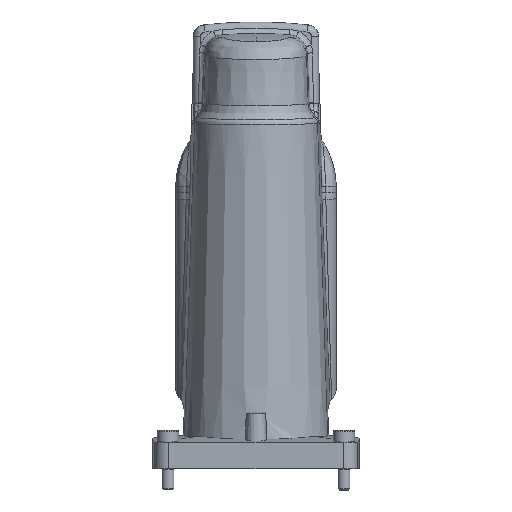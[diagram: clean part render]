
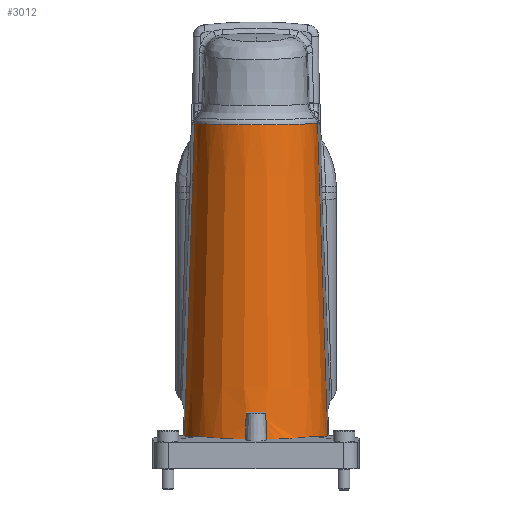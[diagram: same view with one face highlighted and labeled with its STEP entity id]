
A CAD part, front view. The second image highlights one B-rep face of the part: STEP entity #3012.
In plain terms, the highlighted conical face has half-angle 1.86 degrees and reference radius 30.25 mm.
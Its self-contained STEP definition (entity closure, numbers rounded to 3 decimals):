
#2284=CONICAL_SURFACE('',#7700,30.25,1.86);
#2326=(
BOUNDED_CURVE()
B_SPLINE_CURVE(1,(#9653,#9654,#9655),.UNSPECIFIED.,.F.,.F.)
B_SPLINE_CURVE_WITH_KNOTS((2,1,2),(0.,0.568,1.),
 .UNSPECIFIED.)
CURVE()
GEOMETRIC_REPRESENTATION_ITEM()
RATIONAL_B_SPLINE_CURVE((1.045,1.045,1.045))
REPRESENTATION_ITEM('')
);
#2450=FACE_OUTER_BOUND('',#3718,.T.);
#2686=ELLIPSE('',#7640,5281.652,67.868);
#2687=ELLIPSE('',#7642,5281.652,67.868);
#2698=ELLIPSE('',#7670,30.178,30.03);
#2700=ELLIPSE('',#7672,30.178,30.03);
#2705=ELLIPSE('',#7684,30.134,30.001);
#2707=ELLIPSE('',#7687,30.134,30.001);
#2711=ELLIPSE('',#7699,29.788,29.674);
#2817=B_SPLINE_CURVE_WITH_KNOTS('',3,(#10418,#10419,#10420,#10421,#10422,
#10423,#10424,#10425,#10426,#10427,#10428,#10429,#10430,#10431),
 .UNSPECIFIED.,.F.,.F.,(4,2,2,2,2,2,4),(0.,0.125,0.25,0.375,0.5,0.75,1.),
 .UNSPECIFIED.);
#3012=ADVANCED_FACE('',(#2450),#2284,.T.);
#3718=EDGE_LOOP('',(#4411,#4412,#4413,#4414,#4415,#4416,#4417,#4418,#4419,
#4420));
#4411=ORIENTED_EDGE('',*,*,#6365,.F.);
#4412=ORIENTED_EDGE('',*,*,#6347,.F.);
#4413=ORIENTED_EDGE('',*,*,#6296,.T.);
#4414=ORIENTED_EDGE('',*,*,#6383,.F.);
#4415=ORIENTED_EDGE('',*,*,#6294,.T.);
#4416=ORIENTED_EDGE('',*,*,#6345,.F.);
#4417=ORIENTED_EDGE('',*,*,#6363,.T.);
#4418=ORIENTED_EDGE('',*,*,#6172,.T.);
#4419=ORIENTED_EDGE('',*,*,#6384,.T.);
#4420=ORIENTED_EDGE('',*,*,#6196,.F.);
#5655=VERTEX_POINT('',#9533);
#5656=VERTEX_POINT('',#9535);
#5674=VERTEX_POINT('',#9652);
#5675=VERTEX_POINT('',#9656);
#5753=VERTEX_POINT('',#10123);
#5754=VERTEX_POINT('',#10125);
#5755=VERTEX_POINT('',#10129);
#5756=VERTEX_POINT('',#10130);
#5787=VERTEX_POINT('',#10233);
#5788=VERTEX_POINT('',#10237);
#6172=EDGE_CURVE('',#5656,#5655,#6917,.T.);
#6196=EDGE_CURVE('',#5674,#5675,#2326,.T.);
#6294=EDGE_CURVE('',#5754,#5753,#2686,.T.);
#6296=EDGE_CURVE('',#5755,#5756,#2687,.T.);
#6345=EDGE_CURVE('',#5787,#5753,#2698,.T.);
#6347=EDGE_CURVE('',#5755,#5788,#2700,.T.);
#6363=EDGE_CURVE('',#5787,#5656,#2705,.T.);
#6365=EDGE_CURVE('',#5788,#5674,#2707,.T.);
#6383=EDGE_CURVE('',#5754,#5756,#2711,.T.);
#6384=EDGE_CURVE('',#5655,#5675,#2817,.T.);
#6917=LINE('',#9534,#7266);
#7266=VECTOR('',#8149,1.);
#7640=AXIS2_PLACEMENT_3D('',#10124,#8274,#8275);
#7642=AXIS2_PLACEMENT_3D('',#10128,#8279,#8280);
#7670=AXIS2_PLACEMENT_3D('',#10234,#8370,#8371);
#7672=AXIS2_PLACEMENT_3D('',#10236,#8374,#8375);
#7684=AXIS2_PLACEMENT_3D('',#10312,#8402,#8403);
#7687=AXIS2_PLACEMENT_3D('',#10315,#8408,#8409);
#7699=AXIS2_PLACEMENT_3D('',#10417,#8433,#8434);
#7700=AXIS2_PLACEMENT_3D('',#10432,#8435,#8436);
#8149=DIRECTION('',(-0.032,0.001,0.999));
#8274=DIRECTION('',(0.999,-0.035,0.035));
#8275=DIRECTION('',(0.035,-0.001,-0.999));
#8279=DIRECTION('',(-0.999,-0.035,0.035));
#8280=DIRECTION('',(-0.035,-0.001,-0.999));
#8370=DIRECTION('',(0.,0.099,-0.995));
#8371=DIRECTION('',(0.,-0.995,-0.099));
#8374=DIRECTION('',(0.,0.099,-0.995));
#8375=DIRECTION('',(0.,-0.995,-0.099));
#8402=DIRECTION('',(0.087,-0.035,0.996));
#8403=DIRECTION('',(0.924,-0.37,-0.094));
#8408=DIRECTION('',(0.087,0.035,-0.996));
#8409=DIRECTION('',(-0.924,-0.37,-0.094));
#8433=DIRECTION('',(0.,0.087,-0.996));
#8434=DIRECTION('',(0.,-0.996,-0.087));
#8435=DIRECTION('',(0.,0.,-1.));
#8436=DIRECTION('',(-1.,0.,0.));
#9533=CARTESIAN_POINT('',(25.793,-0.901,145.294));
#9534=CARTESIAN_POINT('',(28.536,-0.997,60.75));
#9535=CARTESIAN_POINT('',(30.069,-1.05,13.518));
#9652=CARTESIAN_POINT('',(-30.069,-1.05,13.518));
#9653=CARTESIAN_POINT('',(-30.232,-1.056,8.5));
#9654=CARTESIAN_POINT('',(-26.841,-0.937,113.));
#9655=CARTESIAN_POINT('',(-24.259,-0.847,192.556));
#9656=CARTESIAN_POINT('',(-25.793,-0.901,145.294));
#10123=CARTESIAN_POINT('',(4.488,-29.79,12.313));
#10124=CARTESIAN_POINT('',(171.273,-5.985,-4737.072));
#10125=CARTESIAN_POINT('',(4.103,-29.474,23.658));
#10128=CARTESIAN_POINT('',(-171.273,-5.985,-4737.072));
#10129=CARTESIAN_POINT('',(-4.488,-29.79,12.313));
#10130=CARTESIAN_POINT('',(-4.103,-29.474,23.658));
#10233=CARTESIAN_POINT('',(23.88,-18.306,13.454));
#10234=CARTESIAN_POINT('',(0.,-0.097,15.264));
#10236=CARTESIAN_POINT('',(0.,-0.097,15.264));
#10237=CARTESIAN_POINT('',(-23.88,-18.306,13.454));
#10312=CARTESIAN_POINT('',(0.085,-0.034,16.176));
#10315=CARTESIAN_POINT('',(-0.085,-0.034,16.176));
#10417=CARTESIAN_POINT('',(0.,-0.084,26.23));
#10418=CARTESIAN_POINT('',(25.793,-0.901,145.294));
#10419=CARTESIAN_POINT('',(25.68,-4.233,145.191));
#10420=CARTESIAN_POINT('',(24.913,-7.523,145.089));
#10421=CARTESIAN_POINT('',(22.238,-13.529,144.904));
#10422=CARTESIAN_POINT('',(20.296,-16.303,144.818));
#10423=CARTESIAN_POINT('',(15.565,-20.872,144.677));
#10424=CARTESIAN_POINT('',(12.732,-22.715,144.62));
#10425=CARTESIAN_POINT('',(6.619,-25.187,144.544));
#10426=CARTESIAN_POINT('',(3.319,-25.833,144.524));
#10427=CARTESIAN_POINT('',(-6.618,-25.835,144.524));
#10428=CARTESIAN_POINT('',(-13.171,-23.187,144.606));
#10429=CARTESIAN_POINT('',(-22.697,-13.981,144.89));
#10430=CARTESIAN_POINT('',(-25.567,-7.564,145.088));
#10431=CARTESIAN_POINT('',(-25.793,-0.901,145.294));
#10432=CARTESIAN_POINT('',(0.,0.,8.5));
